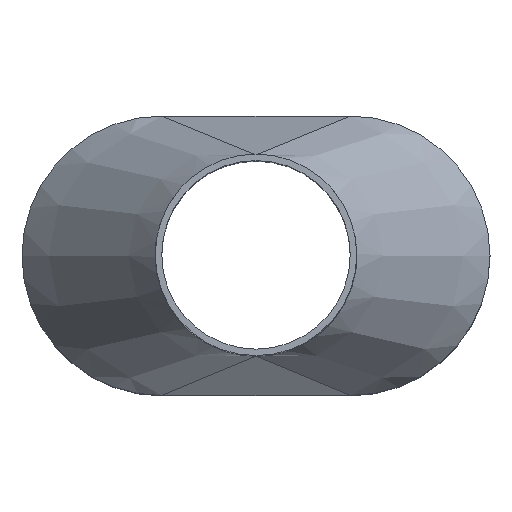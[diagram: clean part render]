
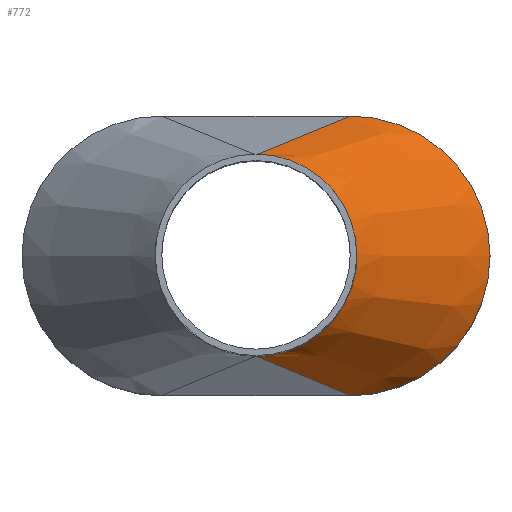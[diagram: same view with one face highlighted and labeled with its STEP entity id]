
A CAD part, top view. The second image highlights one B-rep face of the part: STEP entity #772.
In plain terms, the highlighted free-form (B-spline) face has degree [5, 5] with [6, 9] control points.
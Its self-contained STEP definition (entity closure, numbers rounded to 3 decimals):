
#222=AXIS2_PLACEMENT_3D('Circle Axis2P3D',#220,#221,$) ;
#217=CARTESIAN_POINT('Vertex',(10.1,8.6,7.2)) ;
#220=CARTESIAN_POINT('Axis2P3D Location',(10.1,4.3,7.2)) ;
#224=CARTESIAN_POINT('Vertex',(10.1,0.,7.2)) ;
#567=CARTESIAN_POINT('Vertex',(7.205,7.4,12.)) ;
#570=CARTESIAN_POINT('Line Origine',(8.653,8.,9.6)) ;
#591=CARTESIAN_POINT('Vertex',(7.205,1.2,12.)) ;
#595=CARTESIAN_POINT('Control Point',(7.205,1.2,12.)) ;
#596=CARTESIAN_POINT('Control Point',(7.553,1.2,12.)) ;
#597=CARTESIAN_POINT('Control Point',(7.9,1.249,12.)) ;
#598=CARTESIAN_POINT('Control Point',(8.239,1.346,12.)) ;
#599=CARTESIAN_POINT('Control Point',(8.88,1.634,12.)) ;
#600=CARTESIAN_POINT('Control Point',(9.417,2.087,12.)) ;
#601=CARTESIAN_POINT('Control Point',(9.652,2.35,12.)) ;
#602=CARTESIAN_POINT('Control Point',(10.042,2.935,12.)) ;
#603=CARTESIAN_POINT('Control Point',(10.256,3.604,12.)) ;
#604=CARTESIAN_POINT('Control Point',(10.315,3.952,12.)) ;
#605=CARTESIAN_POINT('Control Point',(10.334,4.654,12.)) ;
#606=CARTESIAN_POINT('Control Point',(10.159,5.335,12.)) ;
#607=CARTESIAN_POINT('Control Point',(10.023,5.66,12.)) ;
#608=CARTESIAN_POINT('Control Point',(9.665,6.265,12.)) ;
#609=CARTESIAN_POINT('Control Point',(9.154,6.748,12.)) ;
#610=CARTESIAN_POINT('Control Point',(8.866,6.952,12.)) ;
#611=CARTESIAN_POINT('Control Point',(8.367,7.209,12.)) ;
#612=CARTESIAN_POINT('Control Point',(7.827,7.348,12.)) ;
#613=CARTESIAN_POINT('Control Point',(7.621,7.383,12.)) ;
#614=CARTESIAN_POINT('Control Point',(7.413,7.4,12.)) ;
#615=CARTESIAN_POINT('Control Point',(7.205,7.4,12.)) ;
#699=CARTESIAN_POINT('Line Origine',(8.653,0.6,9.6)) ;
#712=CARTESIAN_POINT('Control Point',(7.205,1.2,12.)) ;
#713=CARTESIAN_POINT('Control Point',(8.179,1.2,12.)) ;
#714=CARTESIAN_POINT('Control Point',(9.154,1.581,12.)) ;
#715=CARTESIAN_POINT('Control Point',(9.924,2.352,12.)) ;
#716=CARTESIAN_POINT('Control Point',(10.686,4.3,12.)) ;
#717=CARTESIAN_POINT('Control Point',(9.924,6.248,12.)) ;
#718=CARTESIAN_POINT('Control Point',(9.154,7.019,12.)) ;
#719=CARTESIAN_POINT('Control Point',(8.179,7.4,12.)) ;
#720=CARTESIAN_POINT('Control Point',(7.205,7.4,12.)) ;
#721=CARTESIAN_POINT('Control Point',(7.784,0.96,11.04)) ;
#722=CARTESIAN_POINT('Control Point',(8.833,0.96,11.04)) ;
#723=CARTESIAN_POINT('Control Point',(9.884,1.371,11.04)) ;
#724=CARTESIAN_POINT('Control Point',(10.713,2.201,11.04)) ;
#725=CARTESIAN_POINT('Control Point',(11.535,4.3,11.04)) ;
#726=CARTESIAN_POINT('Control Point',(10.713,6.399,11.04)) ;
#727=CARTESIAN_POINT('Control Point',(9.884,7.229,11.04)) ;
#728=CARTESIAN_POINT('Control Point',(8.833,7.64,11.04)) ;
#729=CARTESIAN_POINT('Control Point',(7.784,7.64,11.04)) ;
#730=CARTESIAN_POINT('Control Point',(8.363,0.72,10.08)) ;
#731=CARTESIAN_POINT('Control Point',(9.488,0.72,10.08)) ;
#732=CARTESIAN_POINT('Control Point',(10.613,1.16,10.08)) ;
#733=CARTESIAN_POINT('Control Point',(11.503,2.051,10.08)) ;
#734=CARTESIAN_POINT('Control Point',(12.383,4.3,10.08)) ;
#735=CARTESIAN_POINT('Control Point',(11.503,6.549,10.08)) ;
#736=CARTESIAN_POINT('Control Point',(10.613,7.44,10.08)) ;
#737=CARTESIAN_POINT('Control Point',(9.488,7.88,10.08)) ;
#738=CARTESIAN_POINT('Control Point',(8.363,7.88,10.08)) ;
#739=CARTESIAN_POINT('Control Point',(8.942,0.48,9.12)) ;
#740=CARTESIAN_POINT('Control Point',(10.142,0.48,9.12)) ;
#741=CARTESIAN_POINT('Control Point',(11.343,0.95,9.12)) ;
#742=CARTESIAN_POINT('Control Point',(12.292,1.9,9.12)) ;
#743=CARTESIAN_POINT('Control Point',(13.232,4.3,9.12)) ;
#744=CARTESIAN_POINT('Control Point',(12.292,6.7,9.12)) ;
#745=CARTESIAN_POINT('Control Point',(11.343,7.65,9.12)) ;
#746=CARTESIAN_POINT('Control Point',(10.142,8.12,9.12)) ;
#747=CARTESIAN_POINT('Control Point',(8.942,8.12,9.12)) ;
#748=CARTESIAN_POINT('Control Point',(9.521,0.24,8.16)) ;
#749=CARTESIAN_POINT('Control Point',(10.796,0.24,8.16)) ;
#750=CARTESIAN_POINT('Control Point',(12.073,0.739,8.16)) ;
#751=CARTESIAN_POINT('Control Point',(13.082,1.749,8.16)) ;
#752=CARTESIAN_POINT('Control Point',(14.08,4.3,8.16)) ;
#753=CARTESIAN_POINT('Control Point',(13.082,6.851,8.16)) ;
#754=CARTESIAN_POINT('Control Point',(12.073,7.861,8.16)) ;
#755=CARTESIAN_POINT('Control Point',(10.796,8.36,8.16)) ;
#756=CARTESIAN_POINT('Control Point',(9.521,8.36,8.16)) ;
#757=CARTESIAN_POINT('Control Point',(10.1,0.,7.2)) ;
#758=CARTESIAN_POINT('Control Point',(11.451,0.,7.2)) ;
#759=CARTESIAN_POINT('Control Point',(12.803,0.529,7.2)) ;
#760=CARTESIAN_POINT('Control Point',(13.871,1.598,7.2)) ;
#761=CARTESIAN_POINT('Control Point',(14.929,4.3,7.2)) ;
#762=CARTESIAN_POINT('Control Point',(13.871,7.002,7.2)) ;
#763=CARTESIAN_POINT('Control Point',(12.803,8.071,7.2)) ;
#764=CARTESIAN_POINT('Control Point',(11.451,8.6,7.2)) ;
#765=CARTESIAN_POINT('Control Point',(10.1,8.6,7.2)) ;
#221=DIRECTION('Axis2P3D Direction',(0.,-0.,1.)) ;
#571=DIRECTION('Vector Direction',(0.505,0.209,-0.837)) ;
#700=DIRECTION('Vector Direction',(0.505,-0.209,-0.837)) ;
#572=VECTOR('Line Direction',#571,1.) ;
#701=VECTOR('Line Direction',#700,1.) ;
#767=ORIENTED_EDGE('',*,*,#226,.T.) ;
#768=ORIENTED_EDGE('',*,*,#574,.F.) ;
#769=ORIENTED_EDGE('',*,*,#616,.F.) ;
#770=ORIENTED_EDGE('',*,*,#703,.T.) ;
#772=ADVANCED_FACE('S3D-Kragen',(#771),#711,.T.) ;
#594=B_SPLINE_CURVE_WITH_KNOTS('',5,(#595,#596,#597,#598,#599,#600,#601,#602,#603,#604,#605,#606,#607,#608,#609,#610,#611,#612,#613,#614,#615),.UNSPECIFIED.,.F.,.U.,(6,3,3,3,3,3,6),(0.,2.459,4.92,7.381,9.841,12.303,13.773),.UNSPECIFIED.) ;
#711=B_SPLINE_SURFACE_WITH_KNOTS('',5,5,((#712,#713,#714,#715,#716,#717,#718,#719,#720),(#721,#722,#723,#724,#725,#726,#727,#728,#729),(#730,#731,#732,#733,#734,#735,#736,#737,#738),(#739,#740,#741,#742,#743,#744,#745,#746,#747),(#748,#749,#750,#751,#752,#753,#754,#755,#756),(#757,#758,#759,#760,#761,#762,#763,#764,#765)),.UNSPECIFIED.,.F.,.F.,.U.,(6,6),(6,3,6),(0.,6.001),(9.739,14.608,19.478),.UNSPECIFIED.) ;
#223=CIRCLE('generated circle',#222,4.3) ;
#226=EDGE_CURVE('',#225,#218,#223,.T.) ;
#574=EDGE_CURVE('',#568,#218,#573,.T.) ;
#616=EDGE_CURVE('',#592,#568,#594,.T.) ;
#703=EDGE_CURVE('',#592,#225,#702,.T.) ;
#766=EDGE_LOOP('',(#767,#768,#769,#770)) ;
#771=FACE_OUTER_BOUND('',#766,.T.) ;
#573=LINE('Line',#570,#572) ;
#702=LINE('Line',#699,#701) ;
#218=VERTEX_POINT('',#217) ;
#225=VERTEX_POINT('',#224) ;
#568=VERTEX_POINT('',#567) ;
#592=VERTEX_POINT('',#591) ;
